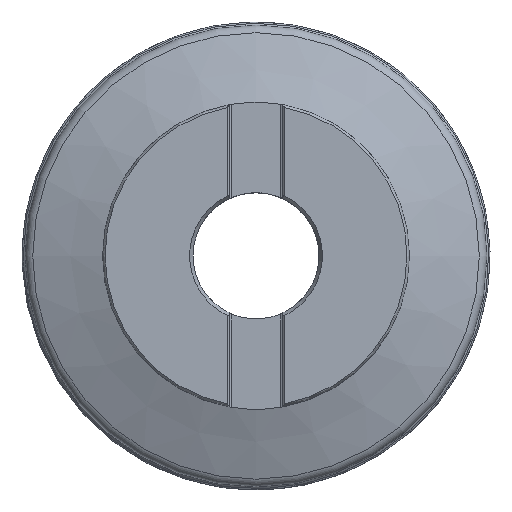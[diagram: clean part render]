
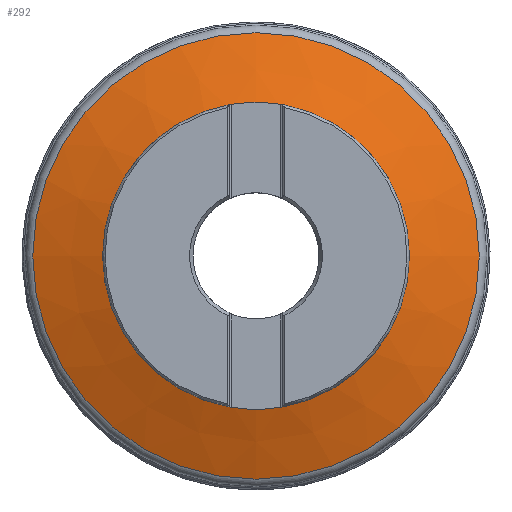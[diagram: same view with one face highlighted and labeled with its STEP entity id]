
A CAD part, top view. The second image highlights one B-rep face of the part: STEP entity #292.
In plain terms, the highlighted conical face has half-angle 70 degrees and reference radius 67.758 mm.
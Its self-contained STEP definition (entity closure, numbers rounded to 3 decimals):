
#157=CONICAL_SURFACE('',#1043,67.758,70.);
#292=ADVANCED_FACE('',(#366,#367),#157,.T.);
#366=FACE_BOUND('',#450,.T.);
#367=FACE_BOUND('',#451,.T.);
#450=EDGE_LOOP('',(#596));
#451=EDGE_LOOP('',(#597));
#596=ORIENTED_EDGE('',*,*,#861,.T.);
#597=ORIENTED_EDGE('',*,*,#797,.T.);
#719=VERTEX_POINT('',#1528);
#775=VERTEX_POINT('',#1878);
#797=EDGE_CURVE('',#719,#719,#895,.T.);
#861=EDGE_CURVE('',#775,#775,#923,.T.);
#895=CIRCLE('',#996,44.827);
#923=CIRCLE('',#1042,67.455);
#996=AXIS2_PLACEMENT_3D('',#1527,#1090,#1091);
#1042=AXIS2_PLACEMENT_3D('',#1877,#1196,#1197);
#1043=AXIS2_PLACEMENT_3D('',#1879,#1198,#1199);
#1090=DIRECTION('',(0.,0.,-1.));
#1091=DIRECTION('',(-1.,0.,0.));
#1196=DIRECTION('',(0.,0.,1.));
#1197=DIRECTION('',(1.,0.,0.));
#1198=DIRECTION('',(0.,0.,-1.));
#1199=DIRECTION('',(-1.,0.,0.));
#1527=CARTESIAN_POINT('',(0.,0.,30.226));
#1528=CARTESIAN_POINT('',(-44.827,0.,30.226));
#1877=CARTESIAN_POINT('',(0.,0.,21.99));
#1878=CARTESIAN_POINT('',(67.455,0.,21.99));
#1879=CARTESIAN_POINT('',(0.,0.,21.879));
